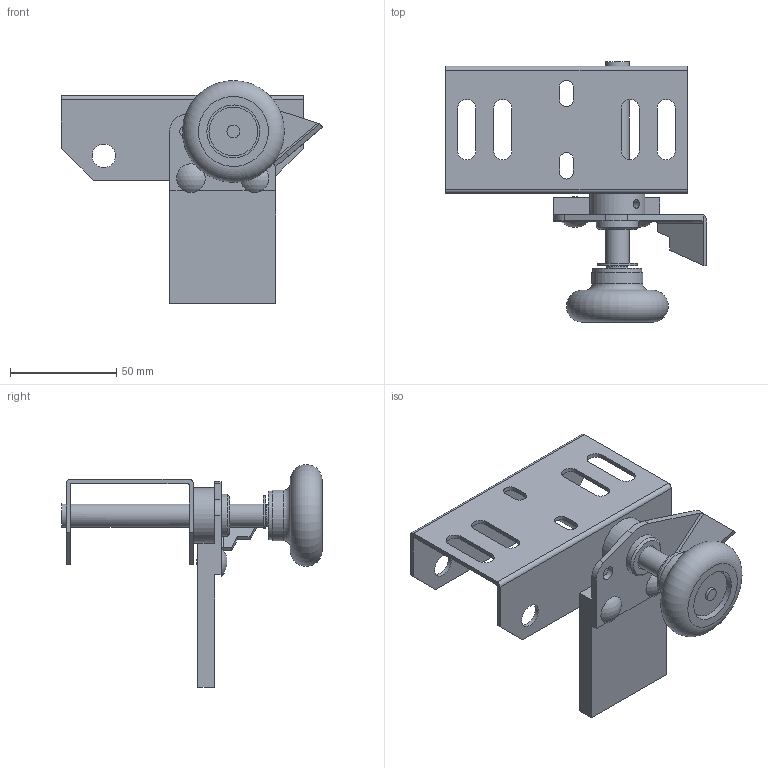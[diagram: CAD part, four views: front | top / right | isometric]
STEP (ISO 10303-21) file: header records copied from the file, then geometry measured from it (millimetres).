
FILE_DESCRIPTION(/* description */ (''),/* implementation_level */ '2;1');
FILE_NAME(/* name */ '4451D.stp',/* time_stamp */ '2018-05-07T12:15:47+02:00',/* author */ ('Giuliano'),/* organization */ (''),/* preprocessor_version */ 'ST-DEVELOPER v16.5',/* originating_system */ 'Autodesk Inventor 2017',/* authorisation */ '');
FILE_SCHEMA (('AUTOMOTIVE_DESIGN { 1 0 10303 214 3 1 1 }'));
Length unit declared in the file: millimetre
Products named in the file (1): Pièce1
Bounding box: 123 x 122.65 x 104.96 mm (x, y, z)
Volume: 102690 mm3; surface area: 57838.1 mm2
Topology: 2 solids, 5 shells, 249 faces, 694 edges, 441 vertices
Faces by surface type: plane 134, cylinder 108, sphere 4, torus 2, cone 1
Full cylindrical faces by diameter (mm): 4 x1, 6 x3, 6.1 x1, 6.2 x4, 6.5 x1, 9 x1, 10 x2, 10.2 x1, 11 x1, 11.1 x4, 12.2 x2, 15.8 x1, 16 x1, 19.9 x1, 20 x1, 23 x2, 24 x1, 25 x1, 26 x1
Entity records: 8313 total; most frequent: DIRECTION 1484, CARTESIAN_POINT 1396, ORIENTED_EDGE 1302, EDGE_CURVE 649, AXIS2_PLACEMENT_3D 588, VERTEX_POINT 429, EDGE_LOOP 338, CIRCLE 335
